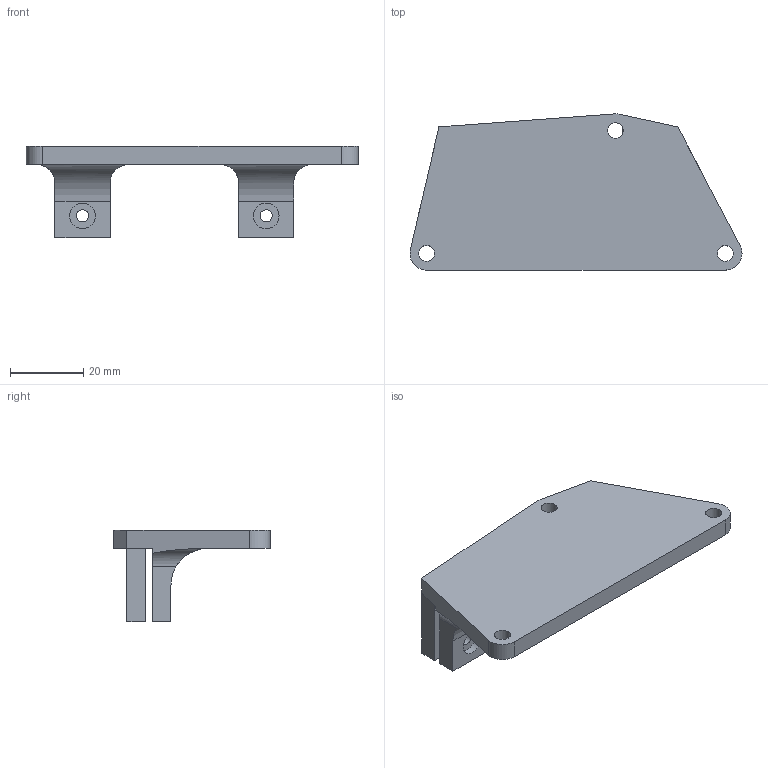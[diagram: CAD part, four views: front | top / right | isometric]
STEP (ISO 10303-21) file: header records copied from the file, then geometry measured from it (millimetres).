
FILE_DESCRIPTION(/* description */ (''),/* implementation_level */ '2;1');
FILE_NAME(/* name */ 'Arduino front mount.step',/* time_stamp */ '2025-12-13T16:08:35-08:00',/* author */ (''),/* organization */ (''),/* preprocessor_version */ 'ST-DEVELOPER v20.1',/* originating_system */ 'Autodesk Translation Framework v14.21.0.0',/* authorisation */ '');
FILE_SCHEMA (('AUTOMOTIVE_DESIGN { 1 0 10303 214 3 1 1 }'));
Length unit declared in the file: millimetre
Products named in the file (1): Arduino front mount
Bounding box: 90.37 x 42.54 x 25 mm (x, y, z)
Volume: 22334.6 mm3; surface area: 10998 mm2
Topology: 1 solids, 1 shells, 48 faces, 127 edges, 82 vertices
Faces by surface type: plane 30, cylinder 18
Full cylindrical faces by diameter (mm): 3.3 x2, 4.3 x5, 7 x2
Entity records: 1572 total; most frequent: CARTESIAN_POINT 294, DIRECTION 257, ORIENTED_EDGE 254, EDGE_CURVE 127, LINE 87, VECTOR 87, AXIS2_PLACEMENT_3D 85, VERTEX_POINT 82
